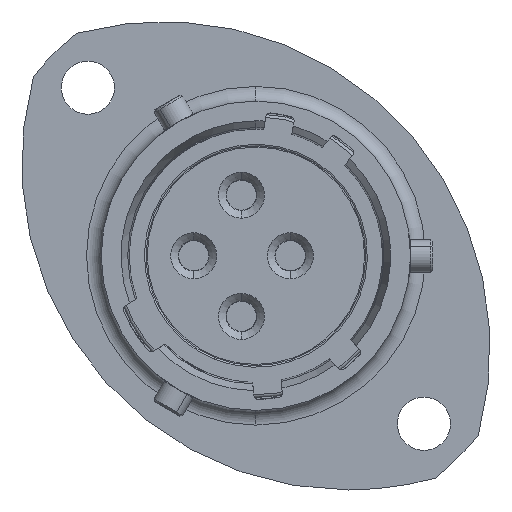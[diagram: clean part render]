
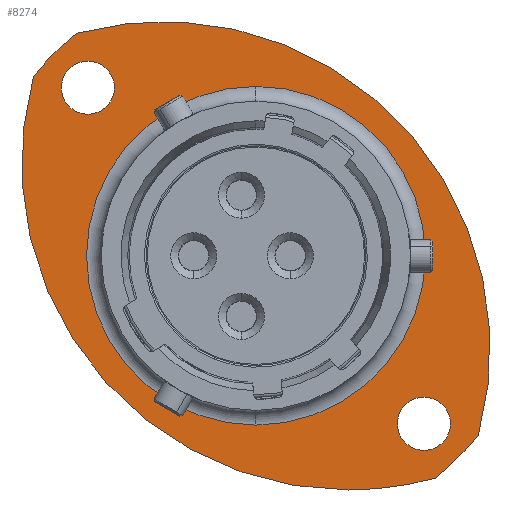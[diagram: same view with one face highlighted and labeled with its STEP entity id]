
A CAD part, left-side view. The second image highlights one B-rep face of the part: STEP entity #8274.
In plain terms, the highlighted planar face has unit normal (-1, 0, 0).
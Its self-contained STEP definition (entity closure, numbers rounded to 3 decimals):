
#83 = ORIENTED_EDGE ( 'NONE', *, *, #11353, .T. ) ;
#164 = ORIENTED_EDGE ( 'NONE', *, *, #4837, .F. ) ;
#227 = CIRCLE ( 'NONE', #6096, 17.5 ) ;
#557 = DIRECTION ( 'NONE',  ( -1., 0., 0. ) ) ;
#654 = CARTESIAN_POINT ( 'NONE',  ( 11.424, -7.344, -9.884 ) ) ;
#702 = DIRECTION ( 'NONE',  ( 0., 0., -1. ) ) ;
#720 = CARTESIAN_POINT ( 'NONE',  ( 11.424, 13.232, 9.068 ) ) ;
#755 = EDGE_LOOP ( 'NONE', ( #9927, #3320 ) ) ;
#763 = EDGE_CURVE ( 'NONE', #8858, #13383, #9119, .T. ) ;
#1101 = VERTEX_POINT ( 'NONE', #720 ) ;
#1327 = VERTEX_POINT ( 'NONE', #15048 ) ;
#1361 = CARTESIAN_POINT ( 'NONE',  ( 11.424, 2.944, 0.404 ) ) ;
#1401 = EDGE_CURVE ( 'NONE', #1101, #10286, #5481, .T. ) ;
#1527 = CARTESIAN_POINT ( 'NONE',  ( 11.424, 13.934, 14.023 ) ) ;
#1757 = CARTESIAN_POINT ( 'NONE',  ( 11.424, -7.344, -9.884 ) ) ;
#1814 = CARTESIAN_POINT ( 'NONE',  ( 11.424, -10.675, -10.585 ) ) ;
#2001 = AXIS2_PLACEMENT_3D ( 'NONE', #6811, #15001, #6755 ) ;
#2171 = DIRECTION ( 'NONE',  ( -1., 0., 0. ) ) ;
#2234 = DIRECTION ( 'NONE',  ( 0., 0., -1. ) ) ;
#2392 = DIRECTION ( 'NONE',  ( -1., 0., 0. ) ) ;
#2424 = CARTESIAN_POINT ( 'NONE',  ( 11.424, 13.232, 12.318 ) ) ;
#2505 = VERTEX_POINT ( 'NONE', #14640 ) ;
#2733 = EDGE_LOOP ( 'NONE', ( #11864, #164 ) ) ;
#3099 = EDGE_CURVE ( 'NONE', #13383, #8858, #6072, .T. ) ;
#3176 = CARTESIAN_POINT ( 'NONE',  ( 11.424, -7.344, -8.259 ) ) ;
#3215 = EDGE_CURVE ( 'NONE', #7526, #4410, #4263, .T. ) ;
#3281 = AXIS2_PLACEMENT_3D ( 'NONE', #14708, #8928, #8772 ) ;
#3320 = ORIENTED_EDGE ( 'NONE', *, *, #12158, .F. ) ;
#3355 = DIRECTION ( 'NONE',  ( 0., 0., -1. ) ) ;
#3544 = CARTESIAN_POINT ( 'NONE',  ( 11.424, 13.232, 10.693 ) ) ;
#3801 = FACE_OUTER_BOUND ( 'NONE', #14335, .T. ) ;
#4242 = ORIENTED_EDGE ( 'NONE', *, *, #14376, .T. ) ;
#4263 = CIRCLE ( 'NONE', #6624, 20. ) ;
#4295 = VERTEX_POINT ( 'NONE', #1814 ) ;
#4367 = CIRCLE ( 'NONE', #13551, 20. ) ;
#4374 = AXIS2_PLACEMENT_3D ( 'NONE', #1757, #13614, #7645 ) ;
#4410 = VERTEX_POINT ( 'NONE', #9027 ) ;
#4533 = EDGE_CURVE ( 'NONE', #4410, #1327, #4367, .T. ) ;
#4759 = AXIS2_PLACEMENT_3D ( 'NONE', #15141, #6915, #3355 ) ;
#4831 = CARTESIAN_POINT ( 'NONE',  ( 11.424, 16.563, 11.394 ) ) ;
#4837 = EDGE_CURVE ( 'NONE', #10286, #1101, #12599, .T. ) ;
#5071 = FACE_BOUND ( 'NONE', #2733, .T. ) ;
#5481 = CIRCLE ( 'NONE', #14993, 1.625 ) ;
#5845 = CARTESIAN_POINT ( 'NONE',  ( 11.424, 13.232, 10.693 ) ) ;
#6024 = EDGE_CURVE ( 'NONE', #1327, #4295, #10111, .T. ) ;
#6058 = AXIS2_PLACEMENT_3D ( 'NONE', #5845, #10371, #2234 ) ;
#6072 = CIRCLE ( 'NONE', #3281, 10.37 ) ;
#6096 = AXIS2_PLACEMENT_3D ( 'NONE', #1361, #11793, #12908 ) ;
#6341 = ORIENTED_EDGE ( 'NONE', *, *, #763, .T. ) ;
#6389 = DIRECTION ( 'NONE',  ( 0., 0., -1. ) ) ;
#6469 = DIRECTION ( 'NONE',  ( 0., 0., -1. ) ) ;
#6624 = AXIS2_PLACEMENT_3D ( 'NONE', #13907, #2171, #7971 ) ;
#6755 = DIRECTION ( 'NONE',  ( 0., 0., 1. ) ) ;
#6766 = AXIS2_PLACEMENT_3D ( 'NONE', #13417, #557, #6469 ) ;
#6801 = VERTEX_POINT ( 'NONE', #3176 ) ;
#6811 = CARTESIAN_POINT ( 'NONE',  ( 11.424, 2.944, 0.404 ) ) ;
#6915 = DIRECTION ( 'NONE',  ( 1., 0., 0. ) ) ;
#7050 = DIRECTION ( 'NONE',  ( 0., 0., -1. ) ) ;
#7140 = ORIENTED_EDGE ( 'NONE', *, *, #3099, .T. ) ;
#7479 = DIRECTION ( 'NONE',  ( 1., 0., 0. ) ) ;
#7526 = VERTEX_POINT ( 'NONE', #4831 ) ;
#7538 = CARTESIAN_POINT ( 'NONE',  ( 11.424, 12.414, 0.404 ) ) ;
#7645 = DIRECTION ( 'NONE',  ( 0., 0., -1. ) ) ;
#7971 = DIRECTION ( 'NONE',  ( 0., 0., -1. ) ) ;
#8173 = ORIENTED_EDGE ( 'NONE', *, *, #3215, .T. ) ;
#8224 = DIRECTION ( 'NONE',  ( -1., 0., 0. ) ) ;
#8274 = ADVANCED_FACE ( 'NONE', ( #13727, #5071, #14797, #3801 ), #12162, .F. ) ;
#8309 = AXIS2_PLACEMENT_3D ( 'NONE', #654, #10101, #702 ) ;
#8439 = ORIENTED_EDGE ( 'NONE', *, *, #6024, .T. ) ;
#8772 = DIRECTION ( 'NONE',  ( 0., 0., -1. ) ) ;
#8858 = VERTEX_POINT ( 'NONE', #10635 ) ;
#8928 = DIRECTION ( 'NONE',  ( 1., 0., 0. ) ) ;
#9027 = CARTESIAN_POINT ( 'NONE',  ( 11.424, -2.713, -13.939 ) ) ;
#9119 = CIRCLE ( 'NONE', #4759, 10.37 ) ;
#9927 = ORIENTED_EDGE ( 'NONE', *, *, #12163, .F. ) ;
#10101 = DIRECTION ( 'NONE',  ( -1., 0., 0. ) ) ;
#10111 = CIRCLE ( 'NONE', #2001, 17.5 ) ;
#10286 = VERTEX_POINT ( 'NONE', #2424 ) ;
#10371 = DIRECTION ( 'NONE',  ( -1., 0., 0. ) ) ;
#10408 = VERTEX_POINT ( 'NONE', #1527 ) ;
#10412 = CIRCLE ( 'NONE', #6766, 20. ) ;
#10418 = DIRECTION ( 'NONE',  ( 0., 0., -1. ) ) ;
#10635 = CARTESIAN_POINT ( 'NONE',  ( 11.424, 2.944, -9.966 ) ) ;
#11353 = EDGE_CURVE ( 'NONE', #10408, #7526, #227, .T. ) ;
#11560 = CIRCLE ( 'NONE', #8309, 1.625 ) ;
#11793 = DIRECTION ( 'NONE',  ( -1., 0., 0. ) ) ;
#11864 = ORIENTED_EDGE ( 'NONE', *, *, #1401, .F. ) ;
#12158 = EDGE_CURVE ( 'NONE', #6801, #2505, #11560, .T. ) ;
#12162 = PLANE ( 'NONE',  #12480 ) ;
#12163 = EDGE_CURVE ( 'NONE', #2505, #6801, #14465, .T. ) ;
#12480 = AXIS2_PLACEMENT_3D ( 'NONE', #7538, #7479, #6389 ) ;
#12582 = CARTESIAN_POINT ( 'NONE',  ( 11.424, 2.944, 10.774 ) ) ;
#12599 = CIRCLE ( 'NONE', #6058, 1.625 ) ;
#12908 = DIRECTION ( 'NONE',  ( 0., 0., 1. ) ) ;
#13383 = VERTEX_POINT ( 'NONE', #12582 ) ;
#13417 = CARTESIAN_POINT ( 'NONE',  ( 11.424, 8.601, -5.253 ) ) ;
#13551 = AXIS2_PLACEMENT_3D ( 'NONE', #15163, #8224, #10418 ) ;
#13614 = DIRECTION ( 'NONE',  ( -1., 0., 0. ) ) ;
#13727 = FACE_BOUND ( 'NONE', #14825, .T. ) ;
#13856 = ORIENTED_EDGE ( 'NONE', *, *, #4533, .T. ) ;
#13907 = CARTESIAN_POINT ( 'NONE',  ( 11.424, -2.713, 6.061 ) ) ;
#14335 = EDGE_LOOP ( 'NONE', ( #8173, #13856, #8439, #4242, #83 ) ) ;
#14376 = EDGE_CURVE ( 'NONE', #4295, #10408, #10412, .T. ) ;
#14465 = CIRCLE ( 'NONE', #4374, 1.625 ) ;
#14640 = CARTESIAN_POINT ( 'NONE',  ( 11.424, -7.344, -11.509 ) ) ;
#14708 = CARTESIAN_POINT ( 'NONE',  ( 11.424, 2.944, 0.404 ) ) ;
#14797 = FACE_BOUND ( 'NONE', #755, .T. ) ;
#14825 = EDGE_LOOP ( 'NONE', ( #6341, #7140 ) ) ;
#14993 = AXIS2_PLACEMENT_3D ( 'NONE', #3544, #2392, #7050 ) ;
#15001 = DIRECTION ( 'NONE',  ( -1., 0., 0. ) ) ;
#15048 = CARTESIAN_POINT ( 'NONE',  ( 11.424, -8.045, -13.215 ) ) ;
#15141 = CARTESIAN_POINT ( 'NONE',  ( 11.424, 2.944, 0.404 ) ) ;
#15163 = CARTESIAN_POINT ( 'NONE',  ( 11.424, -2.713, 6.061 ) ) ;
